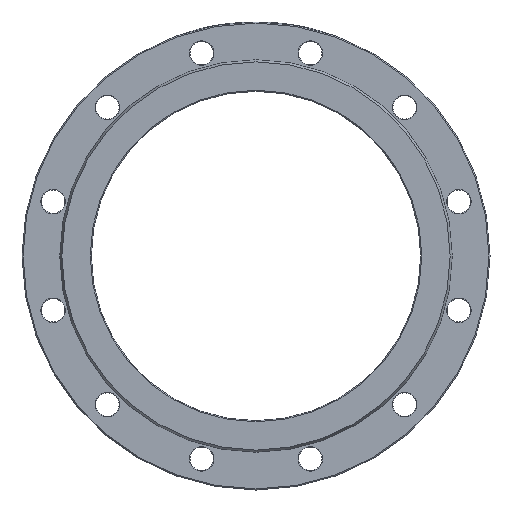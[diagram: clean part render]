
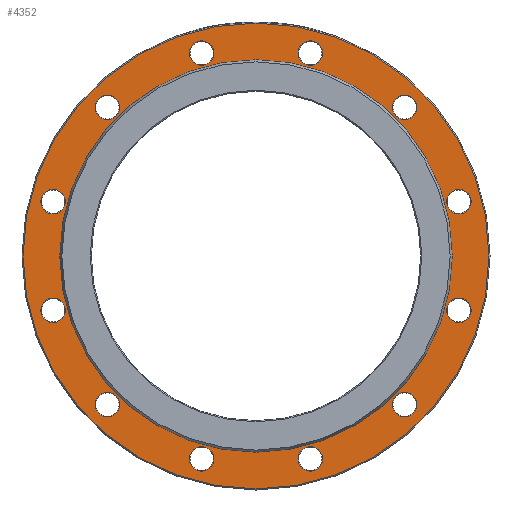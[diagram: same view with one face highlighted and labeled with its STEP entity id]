
A CAD part, left-side view. The second image highlights one B-rep face of the part: STEP entity #4352.
In plain terms, the highlighted planar face has unit normal (-1, 0, 0).
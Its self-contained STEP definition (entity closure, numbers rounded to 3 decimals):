
#54 = EDGE_CURVE ( 'NONE', #2132, #2132, #6658, .T. ) ;
#79 = VERTEX_POINT ( 'NONE', #5580 ) ;
#99 = DIRECTION ( 'NONE',  ( 0., -0.866, -0.5 ) ) ;
#113 = VERTEX_POINT ( 'NONE', #6234 ) ;
#150 = CARTESIAN_POINT ( 'NONE',  ( 4., -149.613, -133.904 ) ) ;
#186 = CIRCLE ( 'NONE', #6354, 11.5 ) ;
#190 = AXIS2_PLACEMENT_3D ( 'NONE', #1336, #652, #6724 ) ;
#404 = CARTESIAN_POINT ( 'NONE',  ( 4., 190.77, -62.617 ) ) ;
#419 = ORIENTED_EDGE ( 'NONE', *, *, #4578, .T. ) ;
#482 = DIRECTION ( 'NONE',  ( -1., 0., 0. ) ) ;
#484 = EDGE_CURVE ( 'NONE', #4406, #4406, #5374, .T. ) ;
#555 = CARTESIAN_POINT ( 'NONE',  ( 4., -190.77, -51.117 ) ) ;
#563 = DIRECTION ( 'NONE',  ( 0., 0.866, -0.5 ) ) ;
#595 = VERTEX_POINT ( 'NONE', #5070 ) ;
#647 = ORIENTED_EDGE ( 'NONE', *, *, #54, .T. ) ;
#652 = DIRECTION ( 'NONE',  ( 1., 0., 0. ) ) ;
#831 = AXIS2_PLACEMENT_3D ( 'NONE', #1932, #4656, #6963 ) ;
#847 = DIRECTION ( 'NONE',  ( 1., 0., 0. ) ) ;
#886 = CARTESIAN_POINT ( 'NONE',  ( 4., 62.617, 190.77 ) ) ;
#1032 = DIRECTION ( 'NONE',  ( 0., 0., -1. ) ) ;
#1033 = EDGE_CURVE ( 'NONE', #7082, #7082, #3043, .T. ) ;
#1045 = FACE_BOUND ( 'NONE', #4280, .T. ) ;
#1079 = FACE_BOUND ( 'NONE', #7207, .T. ) ;
#1082 = ORIENTED_EDGE ( 'NONE', *, *, #1033, .T. ) ;
#1090 = EDGE_CURVE ( 'NONE', #2092, #2092, #5836, .T. ) ;
#1140 = EDGE_LOOP ( 'NONE', ( #5337 ) ) ;
#1146 = CIRCLE ( 'NONE', #1602, 11.5 ) ;
#1153 = VERTEX_POINT ( 'NONE', #3364 ) ;
#1169 = EDGE_LOOP ( 'NONE', ( #7090 ) ) ;
#1190 = CARTESIAN_POINT ( 'NONE',  ( 4., 139.654, 139.654 ) ) ;
#1192 = CARTESIAN_POINT ( 'NONE',  ( 4., 190.77, 51.117 ) ) ;
#1254 = VERTEX_POINT ( 'NONE', #4654 ) ;
#1336 = CARTESIAN_POINT ( 'NONE',  ( 4., -190.77, 51.117 ) ) ;
#1354 = CARTESIAN_POINT ( 'NONE',  ( 4., 0., -219. ) ) ;
#1358 = CARTESIAN_POINT ( 'NONE',  ( 4., 139.654, -139.654 ) ) ;
#1458 = VERTEX_POINT ( 'NONE', #886 ) ;
#1510 = FACE_BOUND ( 'NONE', #4451, .T. ) ;
#1566 = CARTESIAN_POINT ( 'NONE',  ( 4., -139.654, -139.654 ) ) ;
#1602 = AXIS2_PLACEMENT_3D ( 'NONE', #5274, #3513, #5730 ) ;
#1655 = CIRCLE ( 'NONE', #5480, 11.5 ) ;
#1692 = EDGE_CURVE ( 'NONE', #2928, #2928, #3304, .T. ) ;
#1752 = DIRECTION ( 'NONE',  ( 1., 0., 0. ) ) ;
#1775 = CIRCLE ( 'NONE', #4437, 11.5 ) ;
#1819 = DIRECTION ( 'NONE',  ( 0., 0.866, 0.5 ) ) ;
#1889 = ORIENTED_EDGE ( 'NONE', *, *, #1985, .F. ) ;
#1892 = AXIS2_PLACEMENT_3D ( 'NONE', #4334, #6562, #2750 ) ;
#1932 = CARTESIAN_POINT ( 'NONE',  ( 4., -51.117, -190.77 ) ) ;
#1985 = EDGE_CURVE ( 'NONE', #1153, #1153, #4436, .T. ) ;
#2041 = DIRECTION ( 'NONE',  ( 0., 0.5, 0.866 ) ) ;
#2056 = CARTESIAN_POINT ( 'NONE',  ( 4., 196.52, 41.157 ) ) ;
#2092 = VERTEX_POINT ( 'NONE', #6526 ) ;
#2132 = VERTEX_POINT ( 'NONE', #404 ) ;
#2174 = CARTESIAN_POINT ( 'NONE',  ( 4., 184.451, 0. ) ) ;
#2210 = FACE_BOUND ( 'NONE', #5058, .T. ) ;
#2235 = EDGE_CURVE ( 'NONE', #79, #79, #1655, .T. ) ;
#2248 = FACE_BOUND ( 'NONE', #1169, .T. ) ;
#2292 = DIRECTION ( 'NONE',  ( 0., 0.5, -0.866 ) ) ;
#2534 = AXIS2_PLACEMENT_3D ( 'NONE', #7146, #4398, #1032 ) ;
#2609 = EDGE_LOOP ( 'NONE', ( #3335 ) ) ;
#2714 = EDGE_CURVE ( 'NONE', #595, #595, #3989, .T. ) ;
#2750 = DIRECTION ( 'NONE',  ( 0., 0., -1. ) ) ;
#2772 = EDGE_CURVE ( 'NONE', #5034, #5034, #3637, .T. ) ;
#2781 = ORIENTED_EDGE ( 'NONE', *, *, #484, .T. ) ;
#2826 = CARTESIAN_POINT ( 'NONE',  ( 4., 149.613, 133.904 ) ) ;
#2928 = VERTEX_POINT ( 'NONE', #2826 ) ;
#3043 = CIRCLE ( 'NONE', #831, 11.5 ) ;
#3102 = VERTEX_POINT ( 'NONE', #1354 ) ;
#3153 = EDGE_LOOP ( 'NONE', ( #3301 ) ) ;
#3301 = ORIENTED_EDGE ( 'NONE', *, *, #2772, .T. ) ;
#3304 = CIRCLE ( 'NONE', #5840, 11.5 ) ;
#3317 = DIRECTION ( 'NONE',  ( 0., -0.866, 0.5 ) ) ;
#3335 = ORIENTED_EDGE ( 'NONE', *, *, #5959, .T. ) ;
#3347 = CIRCLE ( 'NONE', #190, 11.5 ) ;
#3364 = CARTESIAN_POINT ( 'NONE',  ( 4., 0., 184.451 ) ) ;
#3370 = DIRECTION ( 'NONE',  ( 1., 0., 0. ) ) ;
#3513 = DIRECTION ( 'NONE',  ( 1., 0., 0. ) ) ;
#3577 = DIRECTION ( 'NONE',  ( 0., -0.5, -0.866 ) ) ;
#3630 = AXIS2_PLACEMENT_3D ( 'NONE', #5002, #482, #6674 ) ;
#3637 = CIRCLE ( 'NONE', #6541, 11.5 ) ;
#3782 = DIRECTION ( 'NONE',  ( 1., 0., 0. ) ) ;
#3873 = CARTESIAN_POINT ( 'NONE',  ( 4., -62.617, -190.77 ) ) ;
#3989 = CIRCLE ( 'NONE', #5724, 11.5 ) ;
#4117 = VERTEX_POINT ( 'NONE', #5314 ) ;
#4255 = ORIENTED_EDGE ( 'NONE', *, *, #6300, .T. ) ;
#4280 = EDGE_LOOP ( 'NONE', ( #1889 ) ) ;
#4331 = AXIS2_PLACEMENT_3D ( 'NONE', #1358, #847, #3577 ) ;
#4334 = CARTESIAN_POINT ( 'NONE',  ( 4., 190.77, -51.117 ) ) ;
#4340 = ORIENTED_EDGE ( 'NONE', *, *, #6481, .T. ) ;
#4352 = ADVANCED_FACE ( 'NONE', ( #4449, #4967, #4929, #2210, #4893, #6099, #2248, #4857, #1510, #5996, #1079, #7160, #5960, #1045 ), #5467, .F. ) ;
#4398 = DIRECTION ( 'NONE',  ( -1., 0., 0. ) ) ;
#4406 = VERTEX_POINT ( 'NONE', #2056 ) ;
#4409 = DIRECTION ( 'NONE',  ( 0., 0., -1. ) ) ;
#4436 = CIRCLE ( 'NONE', #3630, 184.451 ) ;
#4437 = AXIS2_PLACEMENT_3D ( 'NONE', #4583, #1752, #1819 ) ;
#4449 = FACE_BOUND ( 'NONE', #4704, .T. ) ;
#4451 = EDGE_LOOP ( 'NONE', ( #1082 ) ) ;
#4578 = EDGE_CURVE ( 'NONE', #113, #113, #1775, .T. ) ;
#4583 = CARTESIAN_POINT ( 'NONE',  ( 4., -51.117, 190.77 ) ) ;
#4654 = CARTESIAN_POINT ( 'NONE',  ( 4., 41.157, -196.52 ) ) ;
#4656 = DIRECTION ( 'NONE',  ( 1., 0., 0. ) ) ;
#4704 = EDGE_LOOP ( 'NONE', ( #2781 ) ) ;
#4752 = EDGE_LOOP ( 'NONE', ( #6686 ) ) ;
#4795 = CARTESIAN_POINT ( 'NONE',  ( 4., -139.654, 139.654 ) ) ;
#4819 = EDGE_LOOP ( 'NONE', ( #4255 ) ) ;
#4857 = FACE_BOUND ( 'NONE', #3153, .T. ) ;
#4884 = DIRECTION ( 'NONE',  ( 1., 0., 0. ) ) ;
#4893 = FACE_BOUND ( 'NONE', #1140, .T. ) ;
#4929 = FACE_BOUND ( 'NONE', #4819, .T. ) ;
#4967 = FACE_BOUND ( 'NONE', #4752, .T. ) ;
#4971 = ORIENTED_EDGE ( 'NONE', *, *, #6675, .T. ) ;
#5002 = CARTESIAN_POINT ( 'NONE',  ( 4., 0., 0. ) ) ;
#5034 = VERTEX_POINT ( 'NONE', #150 ) ;
#5058 = EDGE_LOOP ( 'NONE', ( #419 ) ) ;
#5070 = CARTESIAN_POINT ( 'NONE',  ( 4., -133.904, 149.613 ) ) ;
#5127 = ORIENTED_EDGE ( 'NONE', *, *, #1090, .T. ) ;
#5199 = EDGE_LOOP ( 'NONE', ( #4971 ) ) ;
#5274 = CARTESIAN_POINT ( 'NONE',  ( 4., 51.117, 190.77 ) ) ;
#5314 = CARTESIAN_POINT ( 'NONE',  ( 4., -190.77, 62.617 ) ) ;
#5337 = ORIENTED_EDGE ( 'NONE', *, *, #2714, .T. ) ;
#5374 = CIRCLE ( 'NONE', #5616, 11.5 ) ;
#5417 = DIRECTION ( 'NONE',  ( 1., 0., 0. ) ) ;
#5467 = PLANE ( 'NONE',  #6090 ) ;
#5480 = AXIS2_PLACEMENT_3D ( 'NONE', #555, #4884, #6631 ) ;
#5580 = CARTESIAN_POINT ( 'NONE',  ( 4., -196.52, -41.157 ) ) ;
#5616 = AXIS2_PLACEMENT_3D ( 'NONE', #1192, #3370, #2292 ) ;
#5673 = CARTESIAN_POINT ( 'NONE',  ( 4., 51.117, -190.77 ) ) ;
#5724 = AXIS2_PLACEMENT_3D ( 'NONE', #4795, #5417, #2041 ) ;
#5730 = DIRECTION ( 'NONE',  ( 0., 1., 0. ) ) ;
#5739 = DIRECTION ( 'NONE',  ( 1., 0., 0. ) ) ;
#5836 = CIRCLE ( 'NONE', #4331, 11.5 ) ;
#5840 = AXIS2_PLACEMENT_3D ( 'NONE', #1190, #6100, #563 ) ;
#5959 = EDGE_CURVE ( 'NONE', #1254, #1254, #186, .T. ) ;
#5960 = FACE_OUTER_BOUND ( 'NONE', #6381, .T. ) ;
#5996 = FACE_BOUND ( 'NONE', #2609, .T. ) ;
#6090 = AXIS2_PLACEMENT_3D ( 'NONE', #2174, #7086, #4409 ) ;
#6099 = FACE_BOUND ( 'NONE', #5199, .T. ) ;
#6100 = DIRECTION ( 'NONE',  ( 1., 0., 0. ) ) ;
#6153 = EDGE_LOOP ( 'NONE', ( #647 ) ) ;
#6234 = CARTESIAN_POINT ( 'NONE',  ( 4., -41.157, 196.52 ) ) ;
#6300 = EDGE_CURVE ( 'NONE', #1458, #1458, #1146, .T. ) ;
#6354 = AXIS2_PLACEMENT_3D ( 'NONE', #5673, #5739, #99 ) ;
#6381 = EDGE_LOOP ( 'NONE', ( #4340 ) ) ;
#6481 = EDGE_CURVE ( 'NONE', #3102, #3102, #6942, .T. ) ;
#6526 = CARTESIAN_POINT ( 'NONE',  ( 4., 133.904, -149.613 ) ) ;
#6541 = AXIS2_PLACEMENT_3D ( 'NONE', #1566, #3782, #3317 ) ;
#6562 = DIRECTION ( 'NONE',  ( 1., 0., 0. ) ) ;
#6631 = DIRECTION ( 'NONE',  ( 0., -0.5, 0.866 ) ) ;
#6658 = CIRCLE ( 'NONE', #1892, 11.5 ) ;
#6674 = DIRECTION ( 'NONE',  ( 0., 0., 1. ) ) ;
#6675 = EDGE_CURVE ( 'NONE', #4117, #4117, #3347, .T. ) ;
#6686 = ORIENTED_EDGE ( 'NONE', *, *, #1692, .T. ) ;
#6724 = DIRECTION ( 'NONE',  ( 0., 0., 1. ) ) ;
#6942 = CIRCLE ( 'NONE', #2534, 219. ) ;
#6963 = DIRECTION ( 'NONE',  ( 0., -1., 0. ) ) ;
#7082 = VERTEX_POINT ( 'NONE', #3873 ) ;
#7086 = DIRECTION ( 'NONE',  ( 1., 0., 0. ) ) ;
#7090 = ORIENTED_EDGE ( 'NONE', *, *, #2235, .T. ) ;
#7146 = CARTESIAN_POINT ( 'NONE',  ( 4., 0., 0. ) ) ;
#7160 = FACE_BOUND ( 'NONE', #6153, .T. ) ;
#7207 = EDGE_LOOP ( 'NONE', ( #5127 ) ) ;
